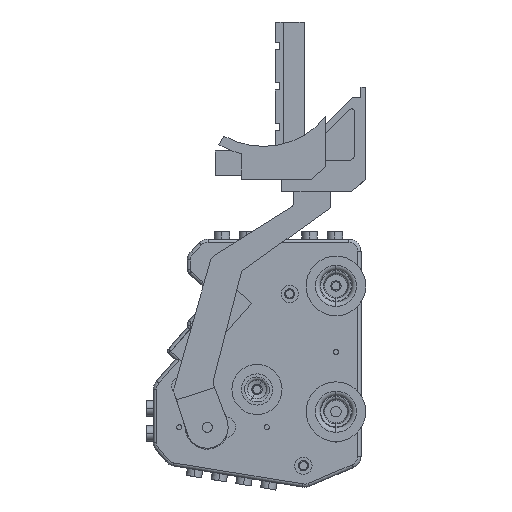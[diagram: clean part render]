
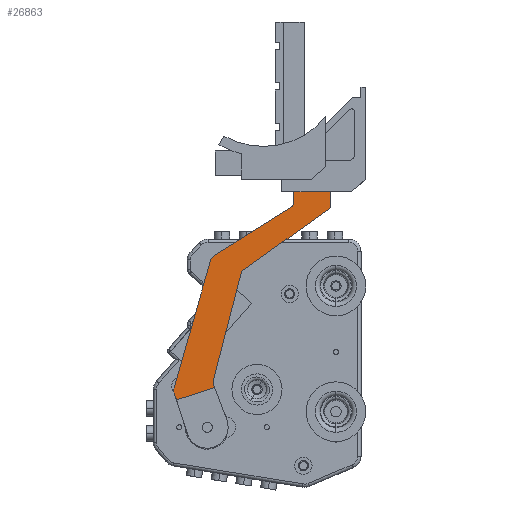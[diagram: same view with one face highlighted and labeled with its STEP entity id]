
A CAD part, left-side view. The second image highlights one B-rep face of the part: STEP entity #26863.
In plain terms, the highlighted face is planar.
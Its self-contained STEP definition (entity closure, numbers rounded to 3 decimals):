
#25981=DIRECTION('',(0.,0.951,0.308));
#25982=VECTOR('',#25981,12.799);
#25983=CARTESIAN_POINT('',(20.54,33.23,-17.683));
#25984=LINE('',#25983,#25982);
#25988=DIRECTION('',(0.,-0.308,0.951));
#25989=VECTOR('',#25988,2.26);
#25990=CARTESIAN_POINT('',(20.54,46.102,-15.89));
#25991=LINE('',#25990,#25989);
#25995=CARTESIAN_POINT('',(20.54,43.248,-16.814));
#25996=DIRECTION('',(-1.,0.,0.));
#25997=DIRECTION('',(0.,0.951,0.308));
#25998=AXIS2_PLACEMENT_3D('',#25995,#25996,#25997);
#26003=DIRECTION('',(0.,0.275,0.961));
#26004=VECTOR('',#26003,42.103);
#26005=CARTESIAN_POINT('',(20.54,34.556,-58.119));
#26006=LINE('',#26005,#26004);
#26010=CARTESIAN_POINT('',(20.54,31.671,-57.295));
#26011=DIRECTION('',(-1.,0.,0.));
#26012=DIRECTION('',(0.,0.961,-0.275));
#26013=AXIS2_PLACEMENT_3D('',#26010,#26011,#26012);
#26018=DIRECTION('',(0.,0.847,0.532));
#26019=VECTOR('',#26018,29.055);
#26020=CARTESIAN_POINT('',(20.54,8.668,-75.296));
#26021=LINE('',#26020,#26019);
#26025=DIRECTION('',(0.,0.,1.));
#26026=VECTOR('',#26025,8.767);
#26027=CARTESIAN_POINT('',(20.54,8.2,-84.91));
#26028=LINE('',#26027,#26026);
#26032=DIRECTION('',(0.,1.,0.));
#26033=VECTOR('',#26032,11.92);
#26034=CARTESIAN_POINT('',(20.54,-3.72,-84.91));
#26035=LINE('',#26034,#26033);
#26039=DIRECTION('',(0.,0.,-1.));
#26040=VECTOR('',#26039,9.92);
#26041=CARTESIAN_POINT('',(20.54,-3.72,-74.99));
#26042=LINE('',#26041,#26040);
#26046=DIRECTION('',(0.,-0.814,-0.581));
#26047=VECTOR('',#26046,34.073);
#26048=CARTESIAN_POINT('',(20.54,24.018,-55.202));
#26049=LINE('',#26048,#26047);
#26053=DIRECTION('',(0.,-0.251,-0.968));
#26054=VECTOR('',#26053,35.336);
#26055=CARTESIAN_POINT('',(20.54,33.664,-19.871));
#26056=LINE('',#26055,#26054);
#26060=DIRECTION('',(0.,0.352,-0.936));
#26061=VECTOR('',#26060,1.05);
#26062=CARTESIAN_POINT('',(20.54,33.23,-17.683));
#26063=LINE('',#26062,#26061);
#26462=CARTESIAN_POINT('',(20.54,31.728,-19.369));
#26463=DIRECTION('',(1.,0.,0.));
#26464=DIRECTION('',(0.,0.968,-0.251));
#26465=AXIS2_PLACEMENT_3D('',#26462,#26463,#26464);
#26492=CARTESIAN_POINT('',(20.54,22.857,-53.574));
#26493=DIRECTION('',(1.,0.,0.));
#26494=DIRECTION('',(0.,0.581,-0.814));
#26495=AXIS2_PLACEMENT_3D('',#26492,#26493,#26494);
#26550=CARTESIAN_POINT('',(20.54,9.2,-76.143));
#26551=DIRECTION('',(1.,0.,0.));
#26552=DIRECTION('',(0.,-0.532,0.847));
#26553=AXIS2_PLACEMENT_3D('',#26550,#26551,#26552);
#26694=CARTESIAN_POINT('',(20.54,-3.72,-74.99));
#26695=CARTESIAN_POINT('',(20.54,-3.72,-84.91));
#26696=VERTEX_POINT('',#26694);
#26697=VERTEX_POINT('',#26695);
#26698=CARTESIAN_POINT('',(20.54,8.2,-84.91));
#26699=VERTEX_POINT('',#26698);
#26714=CARTESIAN_POINT('',(20.54,8.668,-75.296));
#26716=VERTEX_POINT('',#26714);
#26718=CARTESIAN_POINT('',(20.54,8.2,-76.143));
#26720=VERTEX_POINT('',#26718);
#26723=CARTESIAN_POINT('',(20.54,33.268,-59.835));
#26725=VERTEX_POINT('',#26723);
#26728=CARTESIAN_POINT('',(20.54,34.556,-58.119));
#26729=VERTEX_POINT('',#26728);
#26731=CARTESIAN_POINT('',(20.54,46.133,-17.639));
#26733=VERTEX_POINT('',#26731);
#26736=CARTESIAN_POINT('',(20.54,46.102,-15.89));
#26737=VERTEX_POINT('',#26736);
#26738=CARTESIAN_POINT('',(20.54,33.664,-19.871));
#26740=VERTEX_POINT('',#26738);
#26742=CARTESIAN_POINT('',(20.54,33.6,-18.665));
#26744=VERTEX_POINT('',#26742);
#26746=CARTESIAN_POINT('',(20.54,24.018,-55.202));
#26748=VERTEX_POINT('',#26746);
#26750=CARTESIAN_POINT('',(20.54,24.793,-54.076));
#26752=VERTEX_POINT('',#26750);
#26764=CARTESIAN_POINT('',(20.54,33.23,-17.683));
#26765=CARTESIAN_POINT('',(20.54,45.406,-13.74));
#26766=VERTEX_POINT('',#26764);
#26767=VERTEX_POINT('',#26765);
#26826=CARTESIAN_POINT('',(20.54,0.,0.));
#26827=DIRECTION('',(1.,0.,0.));
#26828=DIRECTION('',(0.,0.,-1.));
#26829=AXIS2_PLACEMENT_3D('',#26826,#26827,#26828);
#26830=PLANE('',#26829);
#26832=ORIENTED_EDGE('',*,*,#26831,.T.);
#26834=ORIENTED_EDGE('',*,*,#26833,.F.);
#26836=ORIENTED_EDGE('',*,*,#26835,.T.);
#26838=ORIENTED_EDGE('',*,*,#26837,.F.);
#26840=ORIENTED_EDGE('',*,*,#26839,.T.);
#26842=ORIENTED_EDGE('',*,*,#26841,.F.);
#26844=ORIENTED_EDGE('',*,*,#26843,.T.);
#26846=ORIENTED_EDGE('',*,*,#26845,.F.);
#26848=ORIENTED_EDGE('',*,*,#26847,.F.);
#26850=ORIENTED_EDGE('',*,*,#26849,.F.);
#26852=ORIENTED_EDGE('',*,*,#26851,.F.);
#26854=ORIENTED_EDGE('',*,*,#26853,.T.);
#26856=ORIENTED_EDGE('',*,*,#26855,.F.);
#26858=ORIENTED_EDGE('',*,*,#26857,.T.);
#26860=ORIENTED_EDGE('',*,*,#26859,.F.);
#26861=EDGE_LOOP('',(#26832,#26834,#26836,#26838,#26840,#26842,#26844,#26846,
#26848,#26850,#26852,#26854,#26856,#26858,#26860));
#26862=FACE_OUTER_BOUND('',#26861,.F.);
#26863=ADVANCED_FACE('',(#26862),#26830,.T.);
#25999=CIRCLE('',#25998,3.);
#26014=CIRCLE('',#26013,3.);
#26466=CIRCLE('',#26465,2.);
#26496=CIRCLE('',#26495,2.);
#26554=CIRCLE('',#26553,1.);
#26831=EDGE_CURVE('',#26766,#26767,#25984,.T.);
#26833=EDGE_CURVE('',#26737,#26767,#25991,.T.);
#26835=EDGE_CURVE('',#26737,#26733,#25999,.T.);
#26837=EDGE_CURVE('',#26729,#26733,#26006,.T.);
#26839=EDGE_CURVE('',#26729,#26725,#26014,.T.);
#26841=EDGE_CURVE('',#26716,#26725,#26021,.T.);
#26843=EDGE_CURVE('',#26716,#26720,#26554,.T.);
#26845=EDGE_CURVE('',#26699,#26720,#26028,.T.);
#26847=EDGE_CURVE('',#26697,#26699,#26035,.T.);
#26849=EDGE_CURVE('',#26696,#26697,#26042,.T.);
#26851=EDGE_CURVE('',#26748,#26696,#26049,.T.);
#26853=EDGE_CURVE('',#26748,#26752,#26496,.T.);
#26855=EDGE_CURVE('',#26740,#26752,#26056,.T.);
#26857=EDGE_CURVE('',#26740,#26744,#26466,.T.);
#26859=EDGE_CURVE('',#26766,#26744,#26063,.T.);
